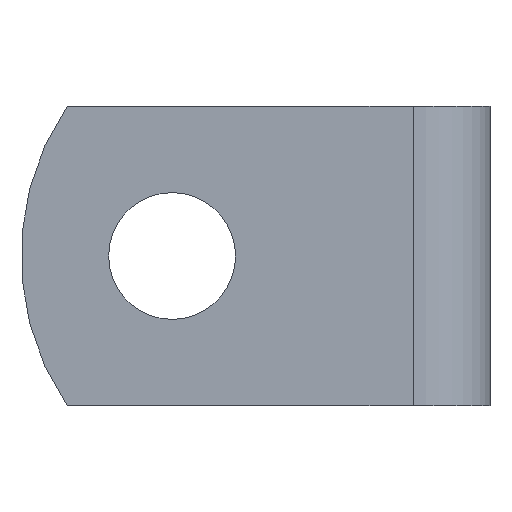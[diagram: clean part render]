
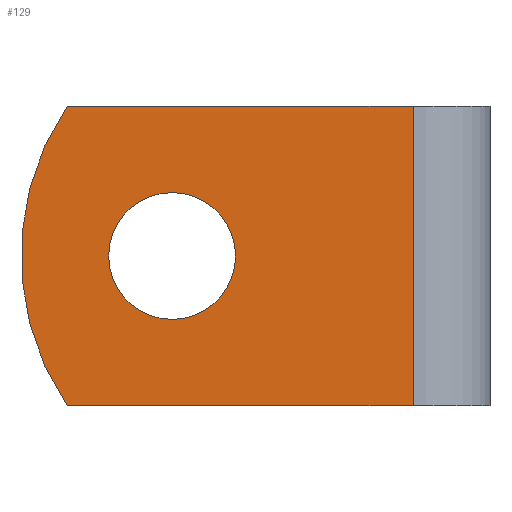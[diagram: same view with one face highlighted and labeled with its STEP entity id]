
A CAD part, left-side view. The second image highlights one B-rep face of the part: STEP entity #129.
In plain terms, the highlighted planar face has unit normal (-1, 0, 0).
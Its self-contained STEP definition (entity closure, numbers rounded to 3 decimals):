
#14 = CARTESIAN_POINT ( 'NONE',  ( -38., 61., -19.5 ) ) ;
#20 = ORIENTED_EDGE ( 'NONE', *, *, #342, .F. ) ;
#42 = DIRECTION ( 'NONE',  ( 1., 0., 0. ) ) ;
#63 = CARTESIAN_POINT ( 'NONE',  ( -38., 55., -19.5 ) ) ;
#64 = VERTEX_POINT ( 'NONE', #470 ) ;
#69 = EDGE_LOOP ( 'NONE', ( #689, #206, #20, #309 ) ) ;
#129 = ADVANCED_FACE ( 'NONE', ( #773, #462 ), #642, .F. ) ;
#134 = VECTOR ( 'NONE', #456, 1000. ) ;
#151 = DIRECTION ( 'NONE',  ( 0., 0., -1. ) ) ;
#159 = CIRCLE ( 'NONE', #606, 8.25 ) ;
#174 = DIRECTION ( 'NONE',  ( 0., 0., -1. ) ) ;
#179 = CARTESIAN_POINT ( 'NONE',  ( -38., 10., 19.5 ) ) ;
#184 = DIRECTION ( 'NONE',  ( 0., -1., 0. ) ) ;
#196 = VERTEX_POINT ( 'NONE', #63 ) ;
#206 = ORIENTED_EDGE ( 'NONE', *, *, #361, .T. ) ;
#236 = AXIS2_PLACEMENT_3D ( 'NONE', #698, #42, #151 ) ;
#284 = AXIS2_PLACEMENT_3D ( 'NONE', #713, #717, #174 ) ;
#302 = CARTESIAN_POINT ( 'NONE',  ( -38., 55., 19.5 ) ) ;
#309 = ORIENTED_EDGE ( 'NONE', *, *, #740, .F. ) ;
#325 = EDGE_CURVE ( 'NONE', #431, #64, #619, .T. ) ;
#331 = DIRECTION ( 'NONE',  ( 1., 0., 0. ) ) ;
#342 = EDGE_CURVE ( 'NONE', #675, #720, #607, .T. ) ;
#354 = DIRECTION ( 'NONE',  ( 1., 0., 0. ) ) ;
#361 = EDGE_CURVE ( 'NONE', #196, #720, #399, .T. ) ;
#370 = AXIS2_PLACEMENT_3D ( 'NONE', #756, #331, #570 ) ;
#399 = LINE ( 'NONE', #14, #508 ) ;
#428 = EDGE_CURVE ( 'NONE', #196, #655, #604, .T. ) ;
#431 = VERTEX_POINT ( 'NONE', #692 ) ;
#456 = DIRECTION ( 'NONE',  ( 0., 0., -1. ) ) ;
#462 = FACE_OUTER_BOUND ( 'NONE', #69, .T. ) ;
#468 = VECTOR ( 'NONE', #184, 1000. ) ;
#470 = CARTESIAN_POINT ( 'NONE',  ( -38., 41.35, 8.25 ) ) ;
#484 = ORIENTED_EDGE ( 'NONE', *, *, #325, .T. ) ;
#490 = LINE ( 'NONE', #666, #468 ) ;
#496 = ORIENTED_EDGE ( 'NONE', *, *, #601, .T. ) ;
#508 = VECTOR ( 'NONE', #683, 1000. ) ;
#536 = EDGE_LOOP ( 'NONE', ( #484, #496 ) ) ;
#540 = CARTESIAN_POINT ( 'NONE',  ( -38., 10., -19.5 ) ) ;
#570 = DIRECTION ( 'NONE',  ( 0., 0., -1. ) ) ;
#601 = EDGE_CURVE ( 'NONE', #64, #431, #159, .T. ) ;
#604 = CIRCLE ( 'NONE', #370, 34.688 ) ;
#606 = AXIS2_PLACEMENT_3D ( 'NONE', #768, #354, #702 ) ;
#607 = LINE ( 'NONE', #660, #134 ) ;
#619 = CIRCLE ( 'NONE', #284, 8.25 ) ;
#642 = PLANE ( 'NONE',  #236 ) ;
#655 = VERTEX_POINT ( 'NONE', #302 ) ;
#660 = CARTESIAN_POINT ( 'NONE',  ( -38., 10., 19.5 ) ) ;
#666 = CARTESIAN_POINT ( 'NONE',  ( -38., 61., 19.5 ) ) ;
#675 = VERTEX_POINT ( 'NONE', #179 ) ;
#683 = DIRECTION ( 'NONE',  ( 0., -1., 0. ) ) ;
#689 = ORIENTED_EDGE ( 'NONE', *, *, #428, .F. ) ;
#692 = CARTESIAN_POINT ( 'NONE',  ( -38., 41.35, -8.25 ) ) ;
#698 = CARTESIAN_POINT ( 'NONE',  ( -38., 61., 19.5 ) ) ;
#702 = DIRECTION ( 'NONE',  ( 0., 0., -1. ) ) ;
#713 = CARTESIAN_POINT ( 'NONE',  ( -38., 41.35, 0. ) ) ;
#717 = DIRECTION ( 'NONE',  ( 1., 0., 0. ) ) ;
#720 = VERTEX_POINT ( 'NONE', #540 ) ;
#740 = EDGE_CURVE ( 'NONE', #655, #675, #490, .T. ) ;
#756 = CARTESIAN_POINT ( 'NONE',  ( -38., 26.312, 0. ) ) ;
#768 = CARTESIAN_POINT ( 'NONE',  ( -38., 41.35, 0. ) ) ;
#773 = FACE_BOUND ( 'NONE', #536, .T. ) ;
